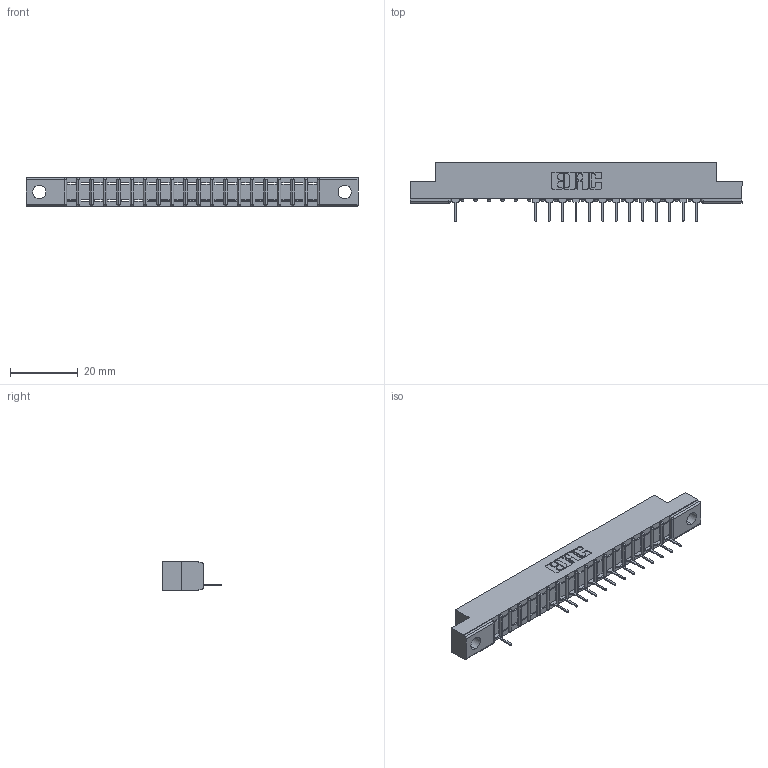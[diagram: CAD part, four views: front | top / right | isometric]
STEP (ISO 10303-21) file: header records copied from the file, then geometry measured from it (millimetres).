
FILE_DESCRIPTION (( 'STEP AP203' ), '1' );
FILE_NAME ('357-019-531-102.STEP', '2018-08-08T06:19:35', ( '' ), ( '' ), 'SwSTEP 2.0', 'SolidWorks 2016', '' );
FILE_SCHEMA (( 'CONFIG_CONTROL_DESIGN' ));
Length unit declared in the file: inch
Products named in the file (3): 307 Part_.128 Dia Mounting Holes; 307-290-001_531; 357-019-531-102
Assembly tree (15 placements, depth 2):
  357-019-531-102
    307 Part_.128 Dia Mounting Holes
    307-290-001_531  x14
Bounding box: 98.3 x 17.42 x 8.71 mm (x, y, z)
Volume: 6027.6 mm3; surface area: 8481.8 mm2
Topology: 15 solids, 15 shells, 1022 faces, 2911 edges, 1866 vertices
Faces by surface type: plane 648, cylinder 334, sphere 40
Entity records: 18934 total; most frequent: CARTESIAN_POINT 3203, ORIENTED_EDGE 3194, DIRECTION 3123, EDGE_CURVE 1597, LINE 1215, VECTOR 1215, VERTEX_POINT 1034, AXIS2_PLACEMENT_3D 954
